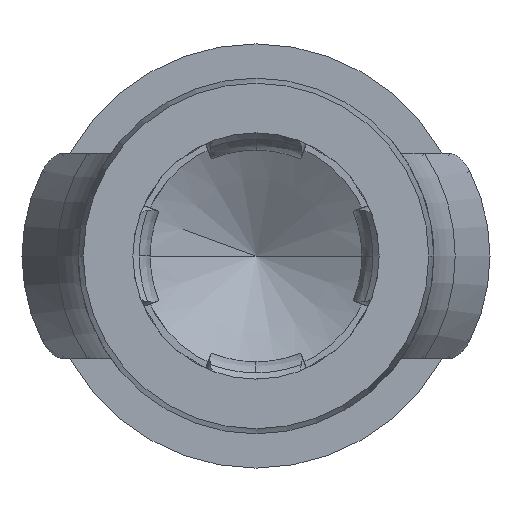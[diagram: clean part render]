
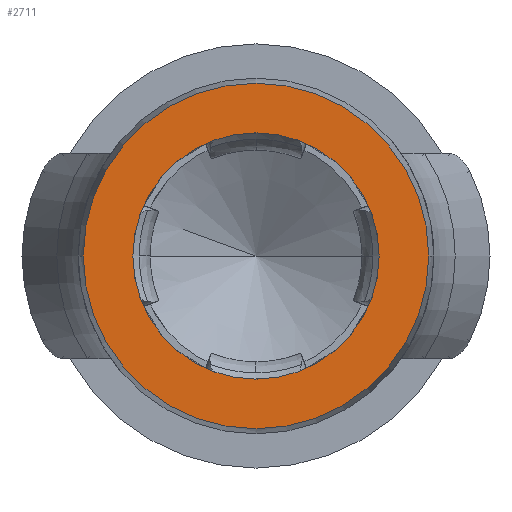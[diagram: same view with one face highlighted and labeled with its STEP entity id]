
A CAD part, left-side view. The second image highlights one B-rep face of the part: STEP entity #2711.
In plain terms, the highlighted planar face has unit normal (-1, 0, 0).
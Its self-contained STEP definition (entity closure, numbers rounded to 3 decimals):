
#443=CARTESIAN_POINT('',(0.,0.,0.));
#444=DIRECTION('',(1.,0.,0.));
#445=DIRECTION('',(0.,-1.,0.));
#446=AXIS2_PLACEMENT_3D('',#443,#444,#445);
#448=CARTESIAN_POINT('',(0.,0.,0.));
#449=DIRECTION('',(1.,0.,0.));
#450=DIRECTION('',(0.,1.,0.));
#451=AXIS2_PLACEMENT_3D('',#448,#449,#450);
#453=CARTESIAN_POINT('',(0.,0.,0.));
#454=DIRECTION('',(-1.,0.,0.));
#455=DIRECTION('',(0.,1.,0.));
#456=AXIS2_PLACEMENT_3D('',#453,#454,#455);
#458=CARTESIAN_POINT('',(0.,0.,0.));
#459=DIRECTION('',(-1.,0.,0.));
#460=DIRECTION('',(0.,-1.,0.));
#461=AXIS2_PLACEMENT_3D('',#458,#459,#460);
#1926=CARTESIAN_POINT('',(0.,1.262,0.));
#1927=VERTEX_POINT('',#1926);
#1928=CARTESIAN_POINT('',(0.,-1.262,0.));
#1929=VERTEX_POINT('',#1928);
#1930=CARTESIAN_POINT('',(0.,0.9,0.));
#1931=CARTESIAN_POINT('',(0.,-0.9,0.));
#1932=VERTEX_POINT('',#1930);
#1933=VERTEX_POINT('',#1931);
#2695=CARTESIAN_POINT('',(0.,0.,0.));
#2696=DIRECTION('',(1.,0.,0.));
#2697=DIRECTION('',(0.,-1.,0.));
#2698=AXIS2_PLACEMENT_3D('',#2695,#2696,#2697);
#2699=PLANE('',#2698);
#2701=ORIENTED_EDGE('',*,*,#2700,.T.);
#2702=ORIENTED_EDGE('',*,*,#2685,.T.);
#2703=EDGE_LOOP('',(#2701,#2702));
#2704=FACE_OUTER_BOUND('',#2703,.F.);
#2706=ORIENTED_EDGE('',*,*,#2705,.T.);
#2708=ORIENTED_EDGE('',*,*,#2707,.T.);
#2709=EDGE_LOOP('',(#2706,#2708));
#2710=FACE_BOUND('',#2709,.F.);
#2711=ADVANCED_FACE('',(#2704,#2710),#2699,.F.);
#447=CIRCLE('',#446,1.262);
#452=CIRCLE('',#451,1.262);
#457=CIRCLE('',#456,0.9);
#462=CIRCLE('',#461,0.9);
#2685=EDGE_CURVE('',#1927,#1929,#452,.T.);
#2700=EDGE_CURVE('',#1929,#1927,#447,.T.);
#2705=EDGE_CURVE('',#1932,#1933,#457,.T.);
#2707=EDGE_CURVE('',#1933,#1932,#462,.T.);
